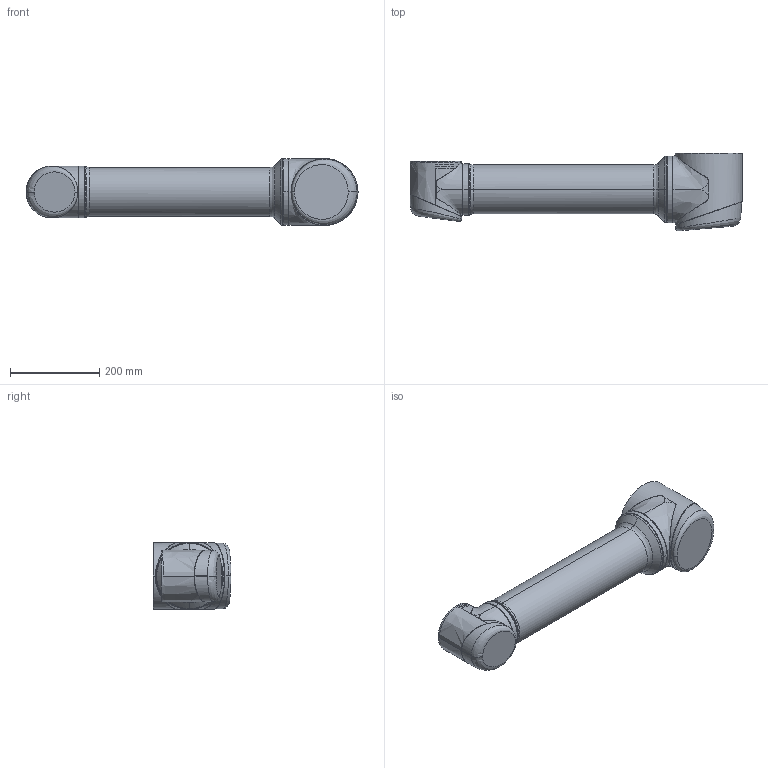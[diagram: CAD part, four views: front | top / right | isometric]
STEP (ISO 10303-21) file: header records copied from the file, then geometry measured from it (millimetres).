
FILE_DESCRIPTION(/* description */ (''),/* implementation_level */ '2;1');
FILE_NAME(/* name */ 'axe_2',/* time_stamp */ '2023-11-30T14:45:06+01:00',/* author */ (''),/* organization */ (''),/* preprocessor_version */ 'ST-DEVELOPER v16.5',/* originating_system */ 'Rhino 7.34',/* authorisation */ '');
FILE_SCHEMA (('CONFIG_CONTROL_DESIGN'));
Length unit declared in the file: millimetre
Products named in the file (2): Document; RR_A2
Assembly tree (1 placements, depth 2):
  Document
    RR_A2
Bounding box: 745.6 x 174.6 x 150 mm (x, y, z)
Surface area: 335892.5 mm2 (no closed solid volume)
Topology: 0 solids, 4 shells, 114 faces, 266 edges, 160 vertices
Faces by surface type: bspline 82, plane 16, cylinder 16
Entity records: 10750 total; most frequent: CARTESIAN_POINT 9036, ORIENTED_EDGE 522, EDGE_CURVE 266, VERTEX_POINT 160, EDGE_LOOP 119, B_SPLINE_CURVE_WITH_KNOTS 117, ADVANCED_FACE 114, FACE_OUTER_BOUND 114
